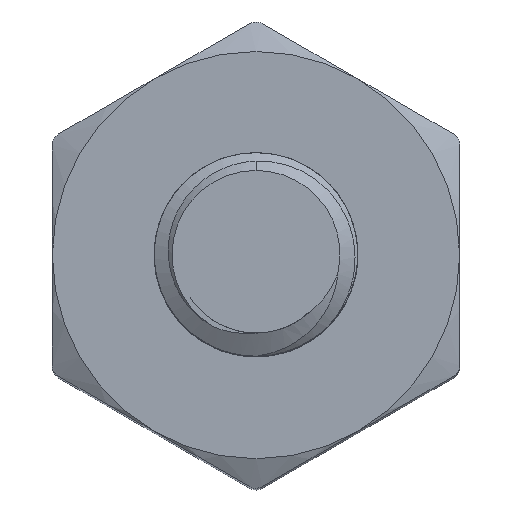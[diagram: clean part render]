
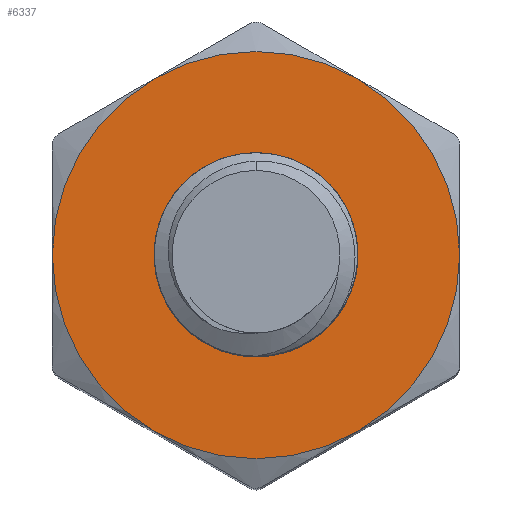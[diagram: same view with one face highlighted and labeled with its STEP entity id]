
A CAD part, top view. The second image highlights one B-rep face of the part: STEP entity #6337.
In plain terms, the highlighted planar face has unit normal (0, 0, 1).
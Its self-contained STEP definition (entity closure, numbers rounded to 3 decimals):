
#89 = CARTESIAN_POINT ( 'NONE',  ( 2., 3.464, 0. ) ) ;
#275 = CARTESIAN_POINT ( 'NONE',  ( 0., 0., 0. ) ) ;
#346 = CARTESIAN_POINT ( 'NONE',  ( -4., 0., 0. ) ) ;
#349 = ORIENTED_EDGE ( 'NONE', *, *, #692, .T. ) ;
#353 = CARTESIAN_POINT ( 'NONE',  ( 0., 0., 0. ) ) ;
#621 = EDGE_CURVE ( 'NONE', #1937, #988, #1419, .T. ) ;
#692 = EDGE_CURVE ( 'NONE', #6783, #4036, #2452, .T. ) ;
#761 = EDGE_LOOP ( 'NONE', ( #349, #1822, #4120, #6623, #6993, #2389 ) ) ;
#873 = EDGE_CURVE ( 'NONE', #6664, #3608, #1162, .T. ) ;
#893 = FACE_BOUND ( 'NONE', #2597, .T. ) ;
#896 = DIRECTION ( 'NONE',  ( 1., 0., 0. ) ) ;
#931 = CARTESIAN_POINT ( 'NONE',  ( 0., 0., 0. ) ) ;
#988 = VERTEX_POINT ( 'NONE', #5265 ) ;
#1080 = CIRCLE ( 'NONE', #1328, 4. ) ;
#1084 = CARTESIAN_POINT ( 'NONE',  ( 2., 0., 0. ) ) ;
#1162 = CIRCLE ( 'NONE', #6068, 4. ) ;
#1207 = ORIENTED_EDGE ( 'NONE', *, *, #5581, .F. ) ;
#1228 = DIRECTION ( 'NONE',  ( 0., 0., 1. ) ) ;
#1328 = AXIS2_PLACEMENT_3D ( 'NONE', #353, #2074, #2547 ) ;
#1385 = DIRECTION ( 'NONE',  ( 1., 0., 0. ) ) ;
#1419 = CIRCLE ( 'NONE', #5856, 2. ) ;
#1462 = CARTESIAN_POINT ( 'NONE',  ( 2., -3.464, 0. ) ) ;
#1470 = DIRECTION ( 'NONE',  ( 0., 0., 1. ) ) ;
#1543 = CIRCLE ( 'NONE', #5985, 2. ) ;
#1697 = VERTEX_POINT ( 'NONE', #89 ) ;
#1699 = DIRECTION ( 'NONE',  ( 0., 0., 1. ) ) ;
#1798 = CARTESIAN_POINT ( 'NONE',  ( -2., -3.464, 0. ) ) ;
#1822 = ORIENTED_EDGE ( 'NONE', *, *, #3993, .T. ) ;
#1898 = CIRCLE ( 'NONE', #4832, 4. ) ;
#1937 = VERTEX_POINT ( 'NONE', #5155 ) ;
#2001 = DIRECTION ( 'NONE',  ( 0., 0., 1. ) ) ;
#2011 = AXIS2_PLACEMENT_3D ( 'NONE', #6857, #3727, #6354 ) ;
#2074 = DIRECTION ( 'NONE',  ( 0., 0., 1. ) ) ;
#2117 = CIRCLE ( 'NONE', #3400, 2. ) ;
#2128 = DIRECTION ( 'NONE',  ( 1., 0., 0. ) ) ;
#2389 = ORIENTED_EDGE ( 'NONE', *, *, #2507, .T. ) ;
#2452 = CIRCLE ( 'NONE', #3604, 4. ) ;
#2507 = EDGE_CURVE ( 'NONE', #3608, #6783, #1898, .T. ) ;
#2546 = DIRECTION ( 'NONE',  ( 1., 0., 0. ) ) ;
#2547 = DIRECTION ( 'NONE',  ( 1., 0., 0. ) ) ;
#2597 = EDGE_LOOP ( 'NONE', ( #1207, #4376, #5641, #4817 ) ) ;
#3059 = DIRECTION ( 'NONE',  ( 1., 0., 0. ) ) ;
#3097 = DIRECTION ( 'NONE',  ( 0., 0., 1. ) ) ;
#3400 = AXIS2_PLACEMENT_3D ( 'NONE', #4108, #4630, #1385 ) ;
#3517 = AXIS2_PLACEMENT_3D ( 'NONE', #275, #2001, #4639 ) ;
#3604 = AXIS2_PLACEMENT_3D ( 'NONE', #931, #3097, #5139 ) ;
#3608 = VERTEX_POINT ( 'NONE', #1798 ) ;
#3657 = EDGE_CURVE ( 'NONE', #4559, #1937, #1543, .T. ) ;
#3661 = DIRECTION ( 'NONE',  ( 0., 0., 1. ) ) ;
#3693 = FACE_OUTER_BOUND ( 'NONE', #761, .T. ) ;
#3727 = DIRECTION ( 'NONE',  ( 0., 0., 1. ) ) ;
#3817 = AXIS2_PLACEMENT_3D ( 'NONE', #6823, #3661, #2546 ) ;
#3993 = EDGE_CURVE ( 'NONE', #4036, #1697, #1080, .T. ) ;
#4033 = EDGE_CURVE ( 'NONE', #4159, #4559, #5759, .T. ) ;
#4036 = VERTEX_POINT ( 'NONE', #6824 ) ;
#4108 = CARTESIAN_POINT ( 'NONE',  ( 0., 0., 0. ) ) ;
#4120 = ORIENTED_EDGE ( 'NONE', *, *, #4503, .T. ) ;
#4159 = VERTEX_POINT ( 'NONE', #4352 ) ;
#4306 = CARTESIAN_POINT ( 'NONE',  ( -2., 3.464, 0. ) ) ;
#4339 = DIRECTION ( 'NONE',  ( 0., 0., 1. ) ) ;
#4352 = CARTESIAN_POINT ( 'NONE',  ( 1.894, -0.643, 0. ) ) ;
#4376 = ORIENTED_EDGE ( 'NONE', *, *, #621, .F. ) ;
#4406 = CARTESIAN_POINT ( 'NONE',  ( 0., 0., 0. ) ) ;
#4503 = EDGE_CURVE ( 'NONE', #1697, #5287, #5768, .T. ) ;
#4559 = VERTEX_POINT ( 'NONE', #1084 ) ;
#4630 = DIRECTION ( 'NONE',  ( 0., 0., 1. ) ) ;
#4639 = DIRECTION ( 'NONE',  ( 1., 0., 0. ) ) ;
#4644 = CARTESIAN_POINT ( 'NONE',  ( 0., 0., 0. ) ) ;
#4817 = ORIENTED_EDGE ( 'NONE', *, *, #4033, .F. ) ;
#4832 = AXIS2_PLACEMENT_3D ( 'NONE', #4406, #1699, #6044 ) ;
#4966 = DIRECTION ( 'NONE',  ( 1., 0., 0. ) ) ;
#5113 = EDGE_CURVE ( 'NONE', #5287, #6664, #5301, .T. ) ;
#5139 = DIRECTION ( 'NONE',  ( 1., 0., 0. ) ) ;
#5155 = CARTESIAN_POINT ( 'NONE',  ( -2., 0., 0. ) ) ;
#5265 = CARTESIAN_POINT ( 'NONE',  ( 0.874, -1.799, 0. ) ) ;
#5287 = VERTEX_POINT ( 'NONE', #4306 ) ;
#5301 = CIRCLE ( 'NONE', #3517, 4. ) ;
#5581 = EDGE_CURVE ( 'NONE', #988, #4159, #2117, .T. ) ;
#5641 = ORIENTED_EDGE ( 'NONE', *, *, #3657, .F. ) ;
#5759 = CIRCLE ( 'NONE', #2011, 2. ) ;
#5768 = CIRCLE ( 'NONE', #5993, 4. ) ;
#5856 = AXIS2_PLACEMENT_3D ( 'NONE', #6121, #1228, #4966 ) ;
#5985 = AXIS2_PLACEMENT_3D ( 'NONE', #4644, #6855, #3059 ) ;
#5993 = AXIS2_PLACEMENT_3D ( 'NONE', #6014, #4339, #2128 ) ;
#6014 = CARTESIAN_POINT ( 'NONE',  ( 0., 0., 0. ) ) ;
#6044 = DIRECTION ( 'NONE',  ( 1., 0., 0. ) ) ;
#6068 = AXIS2_PLACEMENT_3D ( 'NONE', #6388, #1470, #896 ) ;
#6121 = CARTESIAN_POINT ( 'NONE',  ( 0., 0., 0. ) ) ;
#6337 = ADVANCED_FACE ( 'NONE', ( #893, #3693 ), #6922, .T. ) ;
#6354 = DIRECTION ( 'NONE',  ( 1., 0., 0. ) ) ;
#6388 = CARTESIAN_POINT ( 'NONE',  ( 0., 0., 0. ) ) ;
#6623 = ORIENTED_EDGE ( 'NONE', *, *, #5113, .T. ) ;
#6664 = VERTEX_POINT ( 'NONE', #346 ) ;
#6783 = VERTEX_POINT ( 'NONE', #1462 ) ;
#6823 = CARTESIAN_POINT ( 'NONE',  ( 0., 0., 0. ) ) ;
#6824 = CARTESIAN_POINT ( 'NONE',  ( 4., 0., 0. ) ) ;
#6855 = DIRECTION ( 'NONE',  ( 0., 0., 1. ) ) ;
#6857 = CARTESIAN_POINT ( 'NONE',  ( 0., 0., 0. ) ) ;
#6922 = PLANE ( 'NONE',  #3817 ) ;
#6993 = ORIENTED_EDGE ( 'NONE', *, *, #873, .T. ) ;
